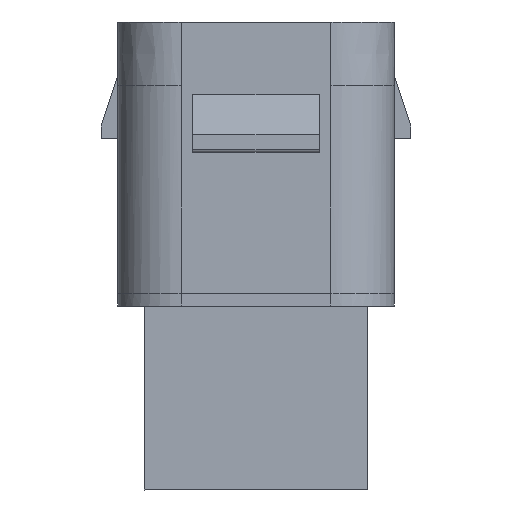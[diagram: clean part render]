
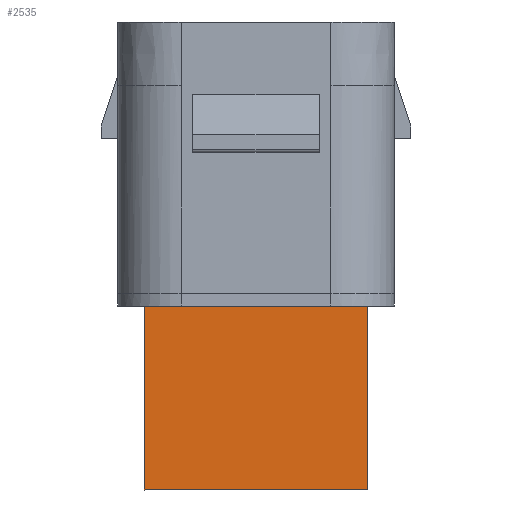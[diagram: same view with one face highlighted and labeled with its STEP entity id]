
A CAD part, left-side view. The second image highlights one B-rep face of the part: STEP entity #2535.
In plain terms, the highlighted planar face has unit normal (-1, 0, 0).
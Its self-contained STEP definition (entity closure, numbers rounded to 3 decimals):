
#2535=ADVANCED_FACE('',(#3184),#2881,.T.);
#2881=PLANE('',#10149);
#3184=FACE_OUTER_BOUND('',#3540,.T.);
#3540=EDGE_LOOP('',(#4475,#4476,#4477,#4478,#4479,#4480));
#4475=ORIENTED_EDGE('',*,*,#6368,.F.);
#4476=ORIENTED_EDGE('',*,*,#6374,.T.);
#4477=ORIENTED_EDGE('',*,*,#6755,.T.);
#4478=ORIENTED_EDGE('',*,*,#6752,.F.);
#4479=ORIENTED_EDGE('',*,*,#6756,.F.);
#4480=ORIENTED_EDGE('',*,*,#6361,.F.);
#5733=VERTEX_POINT('',#12535);
#5734=VERTEX_POINT('',#12537);
#5738=VERTEX_POINT('',#12549);
#5743=VERTEX_POINT('',#12563);
#6017=VERTEX_POINT('',#13369);
#6018=VERTEX_POINT('',#13370);
#6361=EDGE_CURVE('',#5733,#5734,#7823,.T.);
#6368=EDGE_CURVE('',#5738,#5733,#7829,.T.);
#6374=EDGE_CURVE('',#5738,#5743,#7835,.T.);
#6752=EDGE_CURVE('',#6017,#6018,#8159,.T.);
#6755=EDGE_CURVE('',#5743,#6018,#8162,.T.);
#6756=EDGE_CURVE('',#5734,#6017,#8163,.T.);
#7823=LINE('',#12536,#8663);
#7829=LINE('',#12551,#8669);
#7835=LINE('',#12562,#8675);
#8159=LINE('',#13368,#8999);
#8162=LINE('',#13374,#9002);
#8163=LINE('',#13375,#9003);
#8663=VECTOR('',#10616,1.);
#8669=VECTOR('',#10628,1.);
#8675=VECTOR('',#10638,1.);
#8999=VECTOR('',#11298,1.);
#9002=VECTOR('',#11303,1.);
#9003=VECTOR('',#11304,1.);
#10149=AXIS2_PLACEMENT_3D('',#13376,#11305,#11306);
#10616=DIRECTION('',(0.,0.,-1.));
#10628=DIRECTION('',(0.,0.,-1.));
#10638=DIRECTION('',(0.,1.,0.));
#11298=DIRECTION('',(0.,0.,1.));
#11303=DIRECTION('',(0.,0.,-1.));
#11304=DIRECTION('',(0.,1.,0.));
#11305=DIRECTION('',(-1.,0.,0.));
#11306=DIRECTION('',(0.,1.,0.));
#12535=CARTESIAN_POINT('',(-17.7,-8.8,-1.));
#12536=CARTESIAN_POINT('',(-17.7,-8.8,0.775));
#12537=CARTESIAN_POINT('',(-17.7,-8.8,-15.5));
#12549=CARTESIAN_POINT('',(-17.7,-8.8,0.));
#12551=CARTESIAN_POINT('',(-17.7,-8.8,0.775));
#12562=CARTESIAN_POINT('',(-17.7,12.09,0.));
#12563=CARTESIAN_POINT('',(-17.7,8.8,0.));
#13368=CARTESIAN_POINT('',(-17.7,8.8,0.775));
#13369=CARTESIAN_POINT('',(-17.7,8.8,-15.5));
#13370=CARTESIAN_POINT('',(-17.7,8.8,-1.));
#13374=CARTESIAN_POINT('',(-17.7,8.8,0.));
#13375=CARTESIAN_POINT('',(-17.7,-8.3,-15.5));
#13376=CARTESIAN_POINT('',(-17.7,-8.8,0.));
